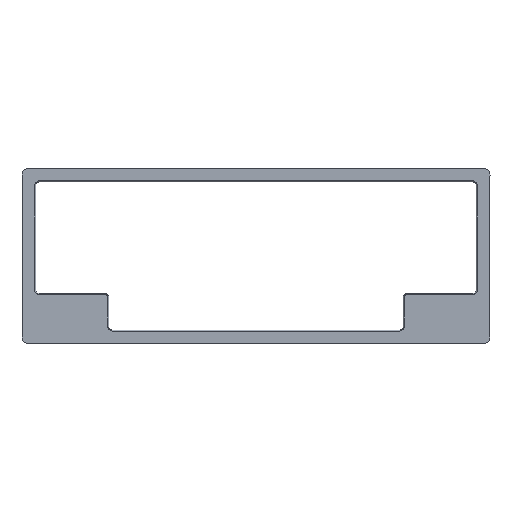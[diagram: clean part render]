
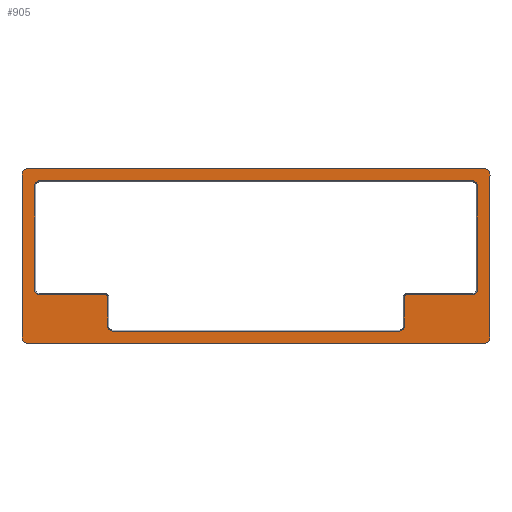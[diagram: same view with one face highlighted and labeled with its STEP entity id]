
A CAD part, top view. The second image highlights one B-rep face of the part: STEP entity #905.
In plain terms, the highlighted planar face has unit normal (0, 0, 1).
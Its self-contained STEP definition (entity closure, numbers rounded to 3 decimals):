
#15=FACE_BOUND('',#184,.T.);
#46=CIRCLE('',#944,2.5);
#48=CIRCLE('',#948,2.5);
#50=CIRCLE('',#952,2.5);
#52=CIRCLE('',#956,2.5);
#54=CIRCLE('',#960,1.5);
#56=CIRCLE('',#964,2.5);
#58=CIRCLE('',#968,2.5);
#60=CIRCLE('',#972,1.5);
#65=CIRCLE('',#986,3.5);
#66=CIRCLE('',#987,3.5);
#67=CIRCLE('',#988,3.5);
#68=CIRCLE('',#989,3.5);
#125=FACE_OUTER_BOUND('',#183,.T.);
#183=EDGE_LOOP('',(#691,#692,#693,#694,#695,#696,#697,#698));
#184=EDGE_LOOP('',(#699,#700,#701,#702,#703,#704,#705,#706,#707,#708,#709,
#710,#711,#712,#713,#714));
#228=LINE('',#1347,#308);
#233=LINE('',#1361,#313);
#237=LINE('',#1373,#317);
#241=LINE('',#1385,#321);
#245=LINE('',#1397,#325);
#249=LINE('',#1409,#329);
#253=LINE('',#1421,#333);
#257=LINE('',#1433,#337);
#272=LINE('',#1477,#352);
#273=LINE('',#1481,#353);
#274=LINE('',#1485,#354);
#275=LINE('',#1488,#355);
#308=VECTOR('',#1052,10.);
#313=VECTOR('',#1065,10.);
#317=VECTOR('',#1077,10.);
#321=VECTOR('',#1089,10.);
#325=VECTOR('',#1101,10.);
#329=VECTOR('',#1113,10.);
#333=VECTOR('',#1125,10.);
#337=VECTOR('',#1137,10.);
#352=VECTOR('',#1186,10.);
#353=VECTOR('',#1189,10.);
#354=VECTOR('',#1192,10.);
#355=VECTOR('',#1195,10.);
#388=VERTEX_POINT('',#1344);
#389=VERTEX_POINT('',#1346);
#392=VERTEX_POINT('',#1354);
#394=VERTEX_POINT('',#1359);
#396=VERTEX_POINT('',#1366);
#398=VERTEX_POINT('',#1371);
#400=VERTEX_POINT('',#1378);
#402=VERTEX_POINT('',#1383);
#404=VERTEX_POINT('',#1390);
#406=VERTEX_POINT('',#1395);
#408=VERTEX_POINT('',#1402);
#410=VERTEX_POINT('',#1407);
#412=VERTEX_POINT('',#1414);
#414=VERTEX_POINT('',#1419);
#416=VERTEX_POINT('',#1426);
#418=VERTEX_POINT('',#1431);
#428=VERTEX_POINT('',#1473);
#429=VERTEX_POINT('',#1474);
#430=VERTEX_POINT('',#1476);
#431=VERTEX_POINT('',#1478);
#432=VERTEX_POINT('',#1480);
#433=VERTEX_POINT('',#1482);
#434=VERTEX_POINT('',#1484);
#435=VERTEX_POINT('',#1486);
#468=EDGE_CURVE('',#388,#389,#228,.T.);
#473=EDGE_CURVE('',#392,#388,#46,.T.);
#475=EDGE_CURVE('',#394,#392,#233,.T.);
#479=EDGE_CURVE('',#396,#394,#48,.T.);
#481=EDGE_CURVE('',#398,#396,#237,.T.);
#485=EDGE_CURVE('',#400,#398,#50,.T.);
#487=EDGE_CURVE('',#402,#400,#241,.T.);
#491=EDGE_CURVE('',#404,#402,#52,.T.);
#493=EDGE_CURVE('',#406,#404,#245,.T.);
#497=EDGE_CURVE('',#408,#406,#54,.T.);
#499=EDGE_CURVE('',#410,#408,#249,.T.);
#503=EDGE_CURVE('',#412,#410,#56,.T.);
#505=EDGE_CURVE('',#414,#412,#253,.T.);
#509=EDGE_CURVE('',#416,#414,#58,.T.);
#511=EDGE_CURVE('',#418,#416,#257,.T.);
#514=EDGE_CURVE('',#389,#418,#60,.T.);
#532=EDGE_CURVE('',#428,#429,#65,.T.);
#533=EDGE_CURVE('',#429,#430,#272,.T.);
#534=EDGE_CURVE('',#430,#431,#66,.T.);
#535=EDGE_CURVE('',#431,#432,#273,.T.);
#536=EDGE_CURVE('',#432,#433,#67,.T.);
#537=EDGE_CURVE('',#433,#434,#274,.T.);
#538=EDGE_CURVE('',#434,#435,#68,.T.);
#539=EDGE_CURVE('',#435,#428,#275,.T.);
#691=ORIENTED_EDGE('',*,*,#532,.T.);
#692=ORIENTED_EDGE('',*,*,#533,.T.);
#693=ORIENTED_EDGE('',*,*,#534,.T.);
#694=ORIENTED_EDGE('',*,*,#535,.T.);
#695=ORIENTED_EDGE('',*,*,#536,.T.);
#696=ORIENTED_EDGE('',*,*,#537,.T.);
#697=ORIENTED_EDGE('',*,*,#538,.T.);
#698=ORIENTED_EDGE('',*,*,#539,.T.);
#699=ORIENTED_EDGE('',*,*,#468,.F.);
#700=ORIENTED_EDGE('',*,*,#473,.F.);
#701=ORIENTED_EDGE('',*,*,#475,.F.);
#702=ORIENTED_EDGE('',*,*,#479,.F.);
#703=ORIENTED_EDGE('',*,*,#481,.F.);
#704=ORIENTED_EDGE('',*,*,#485,.F.);
#705=ORIENTED_EDGE('',*,*,#487,.F.);
#706=ORIENTED_EDGE('',*,*,#491,.F.);
#707=ORIENTED_EDGE('',*,*,#493,.F.);
#708=ORIENTED_EDGE('',*,*,#497,.F.);
#709=ORIENTED_EDGE('',*,*,#499,.F.);
#710=ORIENTED_EDGE('',*,*,#503,.F.);
#711=ORIENTED_EDGE('',*,*,#505,.F.);
#712=ORIENTED_EDGE('',*,*,#509,.F.);
#713=ORIENTED_EDGE('',*,*,#511,.F.);
#714=ORIENTED_EDGE('',*,*,#514,.F.);
#863=PLANE('',#985);
#905=ADVANCED_FACE('',(#125,#15),#863,.T.);
#944=AXIS2_PLACEMENT_3D('',#1356,#1060,#1061);
#948=AXIS2_PLACEMENT_3D('',#1368,#1072,#1073);
#952=AXIS2_PLACEMENT_3D('',#1380,#1084,#1085);
#956=AXIS2_PLACEMENT_3D('',#1392,#1096,#1097);
#960=AXIS2_PLACEMENT_3D('',#1404,#1108,#1109);
#964=AXIS2_PLACEMENT_3D('',#1416,#1120,#1121);
#968=AXIS2_PLACEMENT_3D('',#1428,#1132,#1133);
#972=AXIS2_PLACEMENT_3D('',#1437,#1143,#1144);
#985=AXIS2_PLACEMENT_3D('',#1472,#1182,#1183);
#986=AXIS2_PLACEMENT_3D('',#1475,#1184,#1185);
#987=AXIS2_PLACEMENT_3D('',#1479,#1187,#1188);
#988=AXIS2_PLACEMENT_3D('',#1483,#1190,#1191);
#989=AXIS2_PLACEMENT_3D('',#1487,#1193,#1194);
#1052=DIRECTION('',(1.,0.,0.));
#1060=DIRECTION('center_axis',(0.,0.,1.));
#1061=DIRECTION('ref_axis',(-0.707,-0.707,0.));
#1065=DIRECTION('',(0.,-1.,0.));
#1072=DIRECTION('center_axis',(0.,0.,1.));
#1073=DIRECTION('ref_axis',(-0.707,0.707,0.));
#1077=DIRECTION('',(-1.,0.,0.));
#1084=DIRECTION('center_axis',(0.,0.,1.));
#1085=DIRECTION('ref_axis',(0.707,0.707,0.));
#1089=DIRECTION('',(0.,1.,0.));
#1096=DIRECTION('center_axis',(0.,0.,1.));
#1097=DIRECTION('ref_axis',(0.707,-0.707,0.));
#1101=DIRECTION('',(1.,0.,0.));
#1108=DIRECTION('center_axis',(0.,0.,-1.));
#1109=DIRECTION('ref_axis',(-0.707,0.707,0.));
#1113=DIRECTION('',(0.,1.,0.));
#1120=DIRECTION('center_axis',(0.,0.,1.));
#1121=DIRECTION('ref_axis',(0.707,-0.707,0.));
#1125=DIRECTION('',(1.,0.,0.));
#1132=DIRECTION('center_axis',(0.,0.,1.));
#1133=DIRECTION('ref_axis',(-0.707,-0.707,0.));
#1137=DIRECTION('',(0.,-1.,0.));
#1143=DIRECTION('center_axis',(0.,0.,-1.));
#1144=DIRECTION('ref_axis',(0.707,0.707,0.));
#1182=DIRECTION('center_axis',(0.,0.,1.));
#1183=DIRECTION('ref_axis',(-1.,0.,0.));
#1184=DIRECTION('center_axis',(0.,0.,1.));
#1185=DIRECTION('ref_axis',(0.,-1.,0.));
#1186=DIRECTION('',(0.,1.,0.));
#1187=DIRECTION('center_axis',(0.,0.,1.));
#1188=DIRECTION('ref_axis',(1.,0.,0.));
#1189=DIRECTION('',(-1.,0.,0.));
#1190=DIRECTION('center_axis',(0.,0.,1.));
#1191=DIRECTION('ref_axis',(0.,1.,0.));
#1192=DIRECTION('',(0.,-1.,0.));
#1193=DIRECTION('center_axis',(0.,0.,1.));
#1194=DIRECTION('ref_axis',(-1.,0.,0.));
#1195=DIRECTION('',(1.,0.,0.));
#1344=CARTESIAN_POINT('',(119.535,-135.315,9.4));
#1346=CARTESIAN_POINT('',(153.635,-135.315,9.4));
#1347=CARTESIAN_POINT('',(193.985,-135.315,9.4));
#1354=CARTESIAN_POINT('',(117.035,-132.815,9.4));
#1356=CARTESIAN_POINT('Origin',(119.535,-132.815,9.4));
#1359=CARTESIAN_POINT('',(117.035,-78.665,9.4));
#1361=CARTESIAN_POINT('',(117.035,-125.04,9.4));
#1366=CARTESIAN_POINT('',(119.535,-76.165,9.4));
#1368=CARTESIAN_POINT('Origin',(119.535,-78.665,9.4));
#1371=CARTESIAN_POINT('',(345.135,-76.165,9.4));
#1373=CARTESIAN_POINT('',(174.935,-76.165,9.4));
#1378=CARTESIAN_POINT('',(347.635,-78.665,9.4));
#1380=CARTESIAN_POINT('Origin',(345.135,-78.665,9.4));
#1383=CARTESIAN_POINT('',(347.635,-132.815,9.4));
#1385=CARTESIAN_POINT('',(347.635,-95.965,9.4));
#1390=CARTESIAN_POINT('',(345.135,-135.315,9.4));
#1392=CARTESIAN_POINT('Origin',(345.135,-132.815,9.4));
#1395=CARTESIAN_POINT('',(311.035,-135.315,9.4));
#1397=CARTESIAN_POINT('',(289.735,-135.315,9.4));
#1402=CARTESIAN_POINT('',(309.535,-136.815,9.4));
#1404=CARTESIAN_POINT('Origin',(311.035,-136.815,9.4));
#1407=CARTESIAN_POINT('',(309.535,-151.865,9.4));
#1409=CARTESIAN_POINT('',(309.535,-125.04,9.4));
#1414=CARTESIAN_POINT('',(307.035,-154.365,9.4));
#1416=CARTESIAN_POINT('Origin',(307.035,-151.865,9.4));
#1419=CARTESIAN_POINT('',(157.635,-154.365,9.4));
#1421=CARTESIAN_POINT('',(270.685,-154.365,9.4));
#1426=CARTESIAN_POINT('',(155.135,-151.865,9.4));
#1428=CARTESIAN_POINT('Origin',(157.635,-151.865,9.4));
#1431=CARTESIAN_POINT('',(155.135,-136.815,9.4));
#1433=CARTESIAN_POINT('',(155.135,-134.565,9.4));
#1437=CARTESIAN_POINT('Origin',(153.635,-136.815,9.4));
#1472=CARTESIAN_POINT('Origin',(232.335,-115.265,9.4));
#1473=CARTESIAN_POINT('',(350.71,-160.94,9.4));
#1474=CARTESIAN_POINT('',(354.21,-157.44,9.4));
#1475=CARTESIAN_POINT('Origin',(350.71,-157.44,9.4));
#1476=CARTESIAN_POINT('',(354.21,-73.09,9.4));
#1477=CARTESIAN_POINT('',(354.21,-157.44,9.4));
#1478=CARTESIAN_POINT('',(350.71,-69.59,9.4));
#1479=CARTESIAN_POINT('Origin',(350.71,-73.09,9.4));
#1480=CARTESIAN_POINT('',(113.96,-69.59,9.4));
#1481=CARTESIAN_POINT('',(350.71,-69.59,9.4));
#1482=CARTESIAN_POINT('',(110.46,-73.09,9.4));
#1483=CARTESIAN_POINT('Origin',(113.96,-73.09,9.4));
#1484=CARTESIAN_POINT('',(110.46,-157.44,9.4));
#1485=CARTESIAN_POINT('',(110.46,-73.09,9.4));
#1486=CARTESIAN_POINT('',(113.96,-160.94,9.4));
#1487=CARTESIAN_POINT('Origin',(113.96,-157.44,9.4));
#1488=CARTESIAN_POINT('',(113.96,-160.94,9.4));
